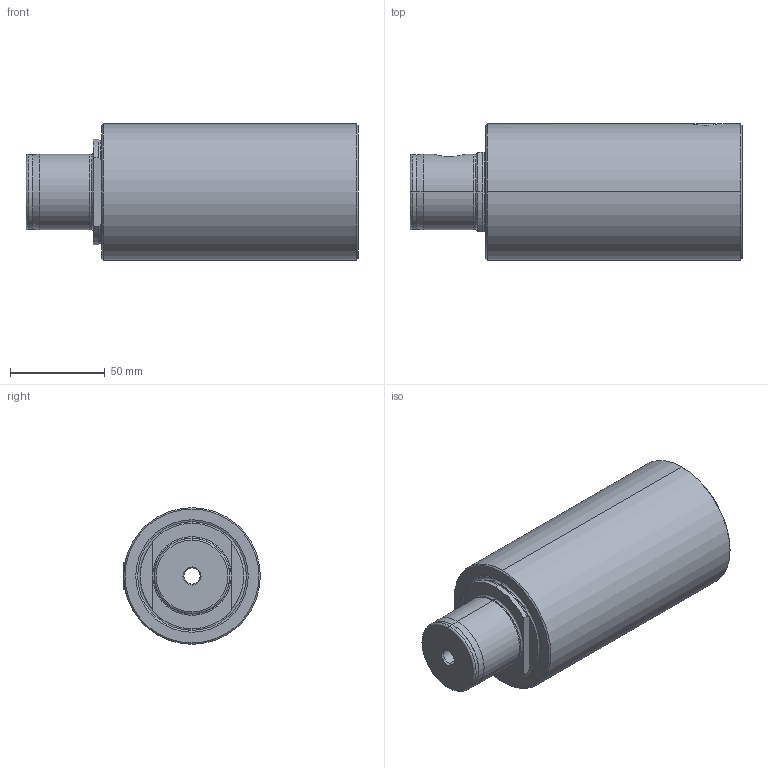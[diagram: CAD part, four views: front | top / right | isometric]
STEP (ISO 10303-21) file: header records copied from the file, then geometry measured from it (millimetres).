
FILE_DESCRIPTION (( 'STEP AP203' ), '1' );
FILE_NAME ('132.720.002.STEP', '2018-03-13T09:48:15', ( 'SWIAdmin' ), ( 'Hewlett-Packard Company' ), 'SwSTEP 2.0', 'SolidWorks 2017', '' );
FILE_SCHEMA (( 'CONFIG_CONTROL_DESIGN' ));
Length unit declared in the file: millimetre
Products named in the file (3): MB7-MB7.K01.135_C; MB7-ER1.001.022_A; 132.720.002
Assembly tree (2 placements, depth 2):
  132.720.002
    MB7-MB7.K01.135_C
    MB7-ER1.001.022_A
Bounding box: 175 x 72 x 72 mm (x, y, z)
Volume: 537249.6 mm3; surface area: 54695.9 mm2
Topology: 2 solids, 2 shells, 128 faces, 297 edges, 175 vertices
Faces by surface type: cone 41, plane 34, cylinder 33, torus 20
Entity records: 4383 total; most frequent: CARTESIAN_POINT 1122, DIRECTION 681, ORIENTED_EDGE 590, EDGE_CURVE 295, AXIS2_PLACEMENT_3D 285, VERTEX_POINT 175, CIRCLE 152, EDGE_LOOP 138
